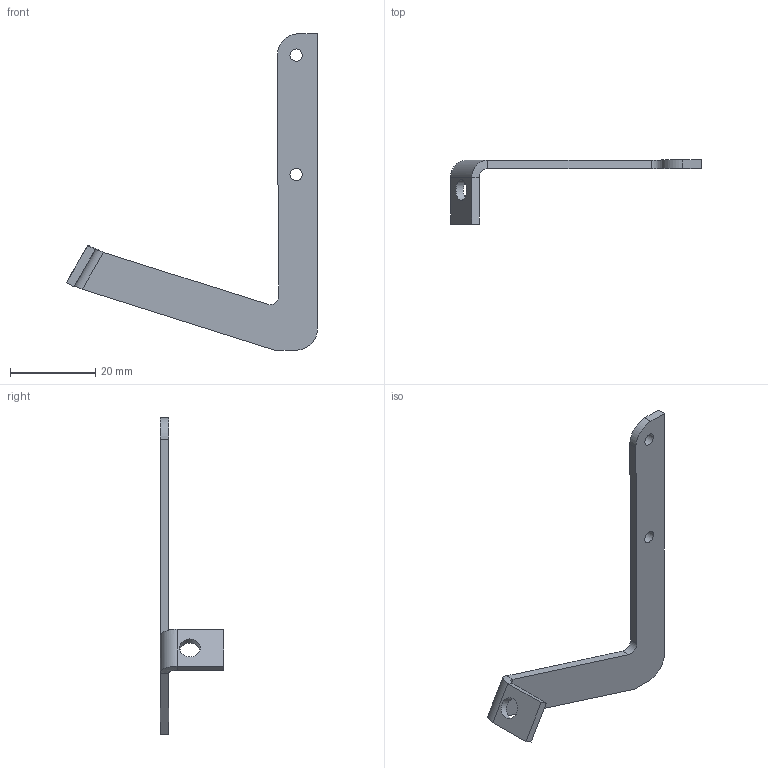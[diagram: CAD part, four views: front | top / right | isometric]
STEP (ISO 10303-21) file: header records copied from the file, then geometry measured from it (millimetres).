
FILE_DESCRIPTION(/* description */ (''),/* implementation_level */ '2;1');
FILE_NAME(/* name */ 'servo_arm.stp',/* time_stamp */ '2025-05-05T14:17:06+02:00',/* author */ ('saeth'),/* organization */ (''),/* preprocessor_version */ 'ST-DEVELOPER v20',/* originating_system */ 'Autodesk Inventor 2025',/* authorisation */ '');
FILE_SCHEMA (('AUTOMOTIVE_DESIGN { 1 0 10303 214 3 1 1 }'));
Length unit declared in the file: millimetre
Products named in the file (1): servo_arm
Bounding box: 58.88 x 15 x 74.23 mm (x, y, z)
Volume: 2498.9 mm3; surface area: 3133.8 mm2
Topology: 1 solids, 1 shells, 23 faces, 71 edges, 70 vertices
Faces by surface type: plane 13, cylinder 8, bspline 2
Full cylindrical faces by diameter (mm): 2.9 x2, 4.9 x1
Entity records: 822 total; most frequent: CARTESIAN_POINT 211, ORIENTED_EDGE 110, DIRECTION 107, EDGE_CURVE 55, LINE 39, VECTOR 39, VERTEX_POINT 34, AXIS2_PLACEMENT_3D 34
